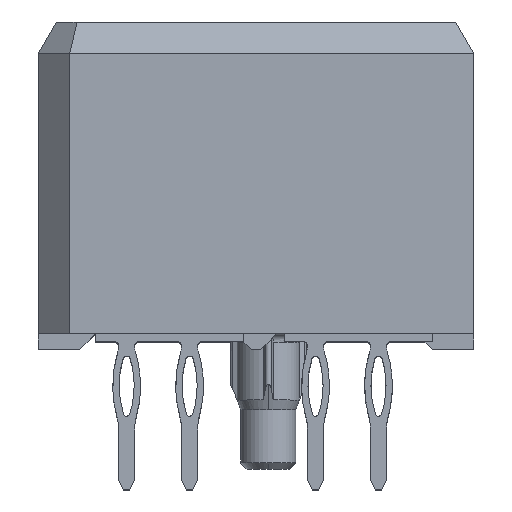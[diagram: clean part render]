
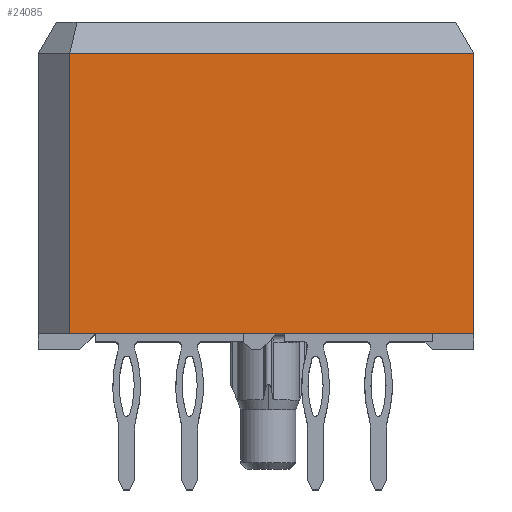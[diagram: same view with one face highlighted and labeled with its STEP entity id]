
A CAD part, top view. The second image highlights one B-rep face of the part: STEP entity #24085.
In plain terms, the highlighted planar face has unit normal (0, 0, 1).
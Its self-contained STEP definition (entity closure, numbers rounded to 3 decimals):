
#54 = VERTEX_POINT ( 'NONE', #20818 ) ;
#1003 = LINE ( 'NONE', #20308, #1563 ) ;
#1563 = VECTOR ( 'NONE', #20278, 1000. ) ;
#4569 = EDGE_CURVE ( 'NONE', #7408, #17352, #17155, .T. ) ;
#4733 = VERTEX_POINT ( 'NONE', #28469 ) ;
#5192 = PLANE ( 'NONE',  #14240 ) ;
#5569 = EDGE_CURVE ( 'NONE', #17352, #54, #21077, .T. ) ;
#7292 = VECTOR ( 'NONE', #18739, 1000. ) ;
#7408 = VERTEX_POINT ( 'NONE', #13134 ) ;
#7681 = CARTESIAN_POINT ( 'NONE',  ( -5.92, 0.5, 5.015 ) ) ;
#9186 = ORIENTED_EDGE ( 'NONE', *, *, #4569, .F. ) ;
#11628 = DIRECTION ( 'NONE',  ( -1., 0., 0. ) ) ;
#12712 = LINE ( 'NONE', #17320, #13222 ) ;
#12754 = FACE_OUTER_BOUND ( 'NONE', #20934, .T. ) ;
#13134 = CARTESIAN_POINT ( 'NONE',  ( 6.92, 0.5, 5.015 ) ) ;
#13222 = VECTOR ( 'NONE', #23516, 1000. ) ;
#13602 = ORIENTED_EDGE ( 'NONE', *, *, #5569, .F. ) ;
#14240 = AXIS2_PLACEMENT_3D ( 'NONE', #21489, #21876, #24258 ) ;
#14524 = ORIENTED_EDGE ( 'NONE', *, *, #24353, .F. ) ;
#14925 = VECTOR ( 'NONE', #11628, 1000. ) ;
#17155 = LINE ( 'NONE', #7681, #14925 ) ;
#17320 = CARTESIAN_POINT ( 'NONE',  ( 6.92, 6.4, 5.015 ) ) ;
#17352 = VERTEX_POINT ( 'NONE', #27673 ) ;
#17629 = ORIENTED_EDGE ( 'NONE', *, *, #19129, .F. ) ;
#18739 = DIRECTION ( 'NONE',  ( 0., 1., 0. ) ) ;
#19129 = EDGE_CURVE ( 'NONE', #4733, #7408, #12712, .T. ) ;
#20278 = DIRECTION ( 'NONE',  ( 1., 0., 0. ) ) ;
#20308 = CARTESIAN_POINT ( 'NONE',  ( -5.92, 9.4, 5.015 ) ) ;
#20818 = CARTESIAN_POINT ( 'NONE',  ( -5.92, 9.4, 5.015 ) ) ;
#20934 = EDGE_LOOP ( 'NONE', ( #13602, #9186, #17629, #14524 ) ) ;
#21077 = LINE ( 'NONE', #27291, #7292 ) ;
#21489 = CARTESIAN_POINT ( 'NONE',  ( -5.92, 6.4, 5.015 ) ) ;
#21876 = DIRECTION ( 'NONE',  ( 0., 0., -1. ) ) ;
#23516 = DIRECTION ( 'NONE',  ( 0., -1., 0. ) ) ;
#24085 = ADVANCED_FACE ( 'NONE', ( #12754 ), #5192, .F. ) ;
#24258 = DIRECTION ( 'NONE',  ( -1., 0., 0. ) ) ;
#24353 = EDGE_CURVE ( 'NONE', #54, #4733, #1003, .T. ) ;
#27291 = CARTESIAN_POINT ( 'NONE',  ( -5.92, 6.4, 5.015 ) ) ;
#27673 = CARTESIAN_POINT ( 'NONE',  ( -5.92, 0.5, 5.015 ) ) ;
#28469 = CARTESIAN_POINT ( 'NONE',  ( 6.92, 9.4, 5.015 ) ) ;
